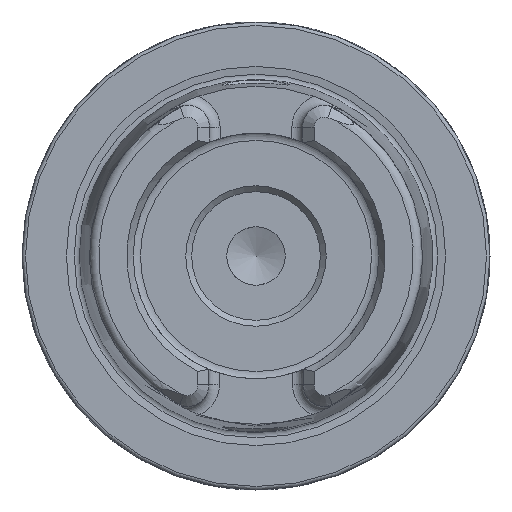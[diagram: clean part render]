
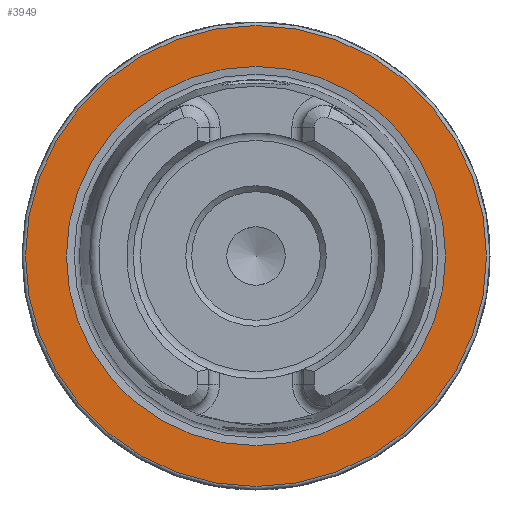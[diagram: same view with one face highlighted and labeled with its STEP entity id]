
A CAD part, left-side view. The second image highlights one B-rep face of the part: STEP entity #3949.
In plain terms, the highlighted planar face has unit normal (-1, 0, 0).
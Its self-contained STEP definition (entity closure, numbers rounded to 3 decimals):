
#84 = CARTESIAN_POINT ( 'NONE',  ( 0., 0., 0. ) ) ;
#965 = EDGE_CURVE ( 'NONE', #13241, #13241, #9622, .T. ) ;
#1260 = EDGE_LOOP ( 'NONE', ( #4968 ) ) ;
#2287 = CIRCLE ( 'NONE', #11401, 16.207 ) ;
#3949 = ADVANCED_FACE ( 'NONE', ( #10973, #9727 ), #13642, .F. ) ;
#3961 = DIRECTION ( 'NONE',  ( -1., 0., 0. ) ) ;
#4968 = ORIENTED_EDGE ( 'NONE', *, *, #965, .T. ) ;
#7259 = DIRECTION ( 'NONE',  ( -1., 0., 0. ) ) ;
#7400 = AXIS2_PLACEMENT_3D ( 'NONE', #12201, #16781, #7838 ) ;
#7838 = DIRECTION ( 'NONE',  ( 0., 0., -1. ) ) ;
#9622 = CIRCLE ( 'NONE', #12348, 19.7 ) ;
#9727 = FACE_OUTER_BOUND ( 'NONE', #1260, .T. ) ;
#10335 = VERTEX_POINT ( 'NONE', #18719 ) ;
#10973 = FACE_BOUND ( 'NONE', #14782, .T. ) ;
#11022 = EDGE_CURVE ( 'NONE', #10335, #10335, #2287, .T. ) ;
#11401 = AXIS2_PLACEMENT_3D ( 'NONE', #84, #3961, #11489 ) ;
#11489 = DIRECTION ( 'NONE',  ( 0., 0., 1. ) ) ;
#12201 = CARTESIAN_POINT ( 'NONE',  ( 0., 19.7, 0. ) ) ;
#12348 = AXIS2_PLACEMENT_3D ( 'NONE', #14499, #7259, #16627 ) ;
#13241 = VERTEX_POINT ( 'NONE', #16275 ) ;
#13642 = PLANE ( 'NONE',  #7400 ) ;
#14499 = CARTESIAN_POINT ( 'NONE',  ( 0., 0., 0. ) ) ;
#14782 = EDGE_LOOP ( 'NONE', ( #15039 ) ) ;
#15039 = ORIENTED_EDGE ( 'NONE', *, *, #11022, .F. ) ;
#16275 = CARTESIAN_POINT ( 'NONE',  ( 0., 0., 19.7 ) ) ;
#16627 = DIRECTION ( 'NONE',  ( 0., 0., 1. ) ) ;
#16781 = DIRECTION ( 'NONE',  ( 1., 0., 0. ) ) ;
#18719 = CARTESIAN_POINT ( 'NONE',  ( 0., 0., 16.207 ) ) ;
